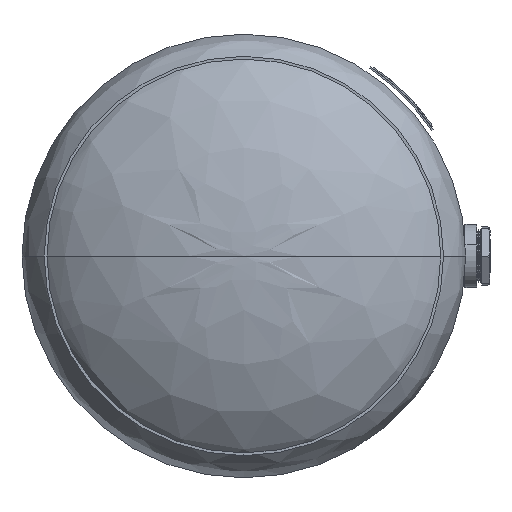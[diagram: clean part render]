
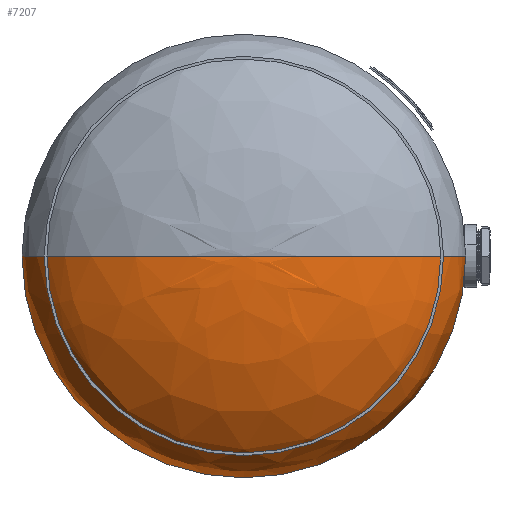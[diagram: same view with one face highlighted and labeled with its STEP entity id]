
A CAD part, left-side view. The second image highlights one B-rep face of the part: STEP entity #7207.
In plain terms, the highlighted free-form (B-spline) face has degree [3, 3] with [4, 4] control points.
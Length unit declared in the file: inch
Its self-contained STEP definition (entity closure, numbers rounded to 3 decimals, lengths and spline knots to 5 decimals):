
#62 = CARTESIAN_POINT ( 'NONE',  ( 0., 5.62, 0. ) ) ;
#201 = VERTEX_POINT ( 'NONE', #7884 ) ;
#494 = CARTESIAN_POINT ( 'NONE',  ( 5.85786, 5.62, 0. ) ) ;
#566 = CARTESIAN_POINT ( 'NONE',  ( 0., 5.62, 0. ) ) ;
#820 = DIRECTION ( 'NONE',  ( 0., 0., -1. ) ) ;
#1034 = CARTESIAN_POINT ( 'NONE',  ( 10., 3.52304, 0. ) ) ;
#1112 = EDGE_CURVE ( 'NONE', #2683, #11265, #1952, .T. ) ;
#1294 = VERTEX_POINT ( 'NONE', #1398 ) ;
#1398 = CARTESIAN_POINT ( 'NONE',  ( -10., 0.5575, 0. ) ) ;
#1947 = CARTESIAN_POINT ( 'NONE',  ( 0., 5.62, 0. ) ) ;
#1952 =( BOUNDED_CURVE ( )  B_SPLINE_CURVE ( 3, ( #10719, #8654, #1034, #3394 ),
 .UNSPECIFIED., .F., .F. ) 
 B_SPLINE_CURVE_WITH_KNOTS ( ( 4, 4 ),
 ( 1.5708, 3.14159 ),
 .UNSPECIFIED. ) 
 CURVE ( )  GEOMETRIC_REPRESENTATION_ITEM ( )  RATIONAL_B_SPLINE_CURVE ( ( 1., 0.805, 0.805, 1. ) ) 
 REPRESENTATION_ITEM ( '' )  );
#2410 =( BOUNDED_CURVE ( )  B_SPLINE_CURVE ( 3, ( #1947, #3074, #7398, #7471 ),
 .UNSPECIFIED., .F., .F. ) 
 B_SPLINE_CURVE_WITH_KNOTS ( ( 4, 4 ),
 ( 1.5708, 3.14159 ),
 .UNSPECIFIED. ) 
 CURVE ( )  GEOMETRIC_REPRESENTATION_ITEM ( )  RATIONAL_B_SPLINE_CURVE ( ( 1., 0.805, 0.805, 1. ) ) 
 REPRESENTATION_ITEM ( '' )  );
#2477 = CARTESIAN_POINT ( 'NONE',  ( 10., 0.5575, 0. ) ) ;
#2634 = CARTESIAN_POINT ( 'NONE',  ( 0., 5.62, 0. ) ) ;
#2683 = VERTEX_POINT ( 'NONE', #62 ) ;
#3074 = CARTESIAN_POINT ( 'NONE',  ( -5.85786, 5.62, 0. ) ) ;
#3253 = ORIENTED_EDGE ( 'NONE', *, *, #13546, .F. ) ;
#3320 = CARTESIAN_POINT ( 'NONE',  ( 10., 0.5575, 20. ) ) ;
#3394 = CARTESIAN_POINT ( 'NONE',  ( 10., 0.5575, 0. ) ) ;
#3399 = CARTESIAN_POINT ( 'NONE',  ( -10., 0.5575, 0. ) ) ;
#3563 = CARTESIAN_POINT ( 'NONE',  ( -5.85786, 5.62, 11.71573 ) ) ;
#3669 = EDGE_CURVE ( 'NONE', #2683, #1294, #2410, .T. ) ;
#4498 = DIRECTION ( 'NONE',  ( 0., -1., 0. ) ) ;
#4938 = AXIS2_PLACEMENT_3D ( 'NONE', #5764, #4498, #8966 ) ;
#5463 = EDGE_CURVE ( 'NONE', #11265, #201, #9181, .T. ) ;
#5543 = ORIENTED_EDGE ( 'NONE', *, *, #1112, .F. ) ;
#5764 = CARTESIAN_POINT ( 'NONE',  ( 0., 0.5575, 0. ) ) ;
#5965 = CARTESIAN_POINT ( 'NONE',  ( 10., 3.52304, 20. ) ) ;
#6862 = ORIENTED_EDGE ( 'NONE', *, *, #5463, .F. ) ;
#6953 = CARTESIAN_POINT ( 'NONE',  ( 5.85786, 5.62, 11.71573 ) ) ;
#7207 = ADVANCED_FACE ( 'NONE', ( #12361 ), #13568, .F. ) ;
#7398 = CARTESIAN_POINT ( 'NONE',  ( -10., 3.52304, 0. ) ) ;
#7471 = CARTESIAN_POINT ( 'NONE',  ( -10., 0.5575, 0. ) ) ;
#7884 = CARTESIAN_POINT ( 'NONE',  ( 0., 0.5575, 10. ) ) ;
#7890 = CARTESIAN_POINT ( 'NONE',  ( -10., 3.52304, 20. ) ) ;
#8364 = CARTESIAN_POINT ( 'NONE',  ( 0., 0.5575, 0. ) ) ;
#8654 = CARTESIAN_POINT ( 'NONE',  ( 5.85786, 5.62, 0. ) ) ;
#8796 = CARTESIAN_POINT ( 'NONE',  ( -10., 0.5575, 20. ) ) ;
#8966 = DIRECTION ( 'NONE',  ( 0., 0., -1. ) ) ;
#9177 = CARTESIAN_POINT ( 'NONE',  ( 0., 5.62, 0. ) ) ;
#9181 = CIRCLE ( 'NONE', #10997, 10. ) ;
#9255 = CIRCLE ( 'NONE', #4938, 10. ) ;
#10719 = CARTESIAN_POINT ( 'NONE',  ( 0., 5.62, 0. ) ) ;
#10997 = AXIS2_PLACEMENT_3D ( 'NONE', #8364, #13904, #820 ) ;
#11265 = VERTEX_POINT ( 'NONE', #12805 ) ;
#11308 = CARTESIAN_POINT ( 'NONE',  ( -5.85786, 5.62, 0. ) ) ;
#12229 = CARTESIAN_POINT ( 'NONE',  ( -10., 3.52304, 0. ) ) ;
#12361 = FACE_OUTER_BOUND ( 'NONE', #13218, .T. ) ;
#12433 = CARTESIAN_POINT ( 'NONE',  ( 10., 3.52304, 0. ) ) ;
#12805 = CARTESIAN_POINT ( 'NONE',  ( 10., 0.5575, 0. ) ) ;
#13159 = ORIENTED_EDGE ( 'NONE', *, *, #3669, .T. ) ;
#13218 = EDGE_LOOP ( 'NONE', ( #5543, #13159, #3253, #6862 ) ) ;
#13501 = CARTESIAN_POINT ( 'NONE',  ( 0., 5.62, 0. ) ) ;
#13546 = EDGE_CURVE ( 'NONE', #201, #1294, #9255, .T. ) ;
#13568 =( BOUNDED_SURFACE ( )  B_SPLINE_SURFACE ( 3, 3, ( 
 ( #13501, #2634, #566, #9177 ),
 ( #494, #6953, #3563, #11308 ),
 ( #12433, #5965, #7890, #12229 ),
 ( #2477, #3320, #8796, #3399 ) ),
 .UNSPECIFIED., .F., .F., .F. ) 
 B_SPLINE_SURFACE_WITH_KNOTS ( ( 4, 4 ),
 ( 4, 4 ),
 ( 0., 1. ),
 ( 0., 1. ),
 .UNSPECIFIED. ) 
 GEOMETRIC_REPRESENTATION_ITEM ( )  RATIONAL_B_SPLINE_SURFACE ( (
 ( 1., 0.333, 0.333, 1.),
 ( 0.805, 0.268, 0.268, 0.805),
 ( 0.805, 0.268, 0.268, 0.805),
 ( 1., 0.333, 0.333, 1.) ) ) 
 REPRESENTATION_ITEM ( '' )  SURFACE ( )  );
#13904 = DIRECTION ( 'NONE',  ( 0., -1., 0. ) ) ;
